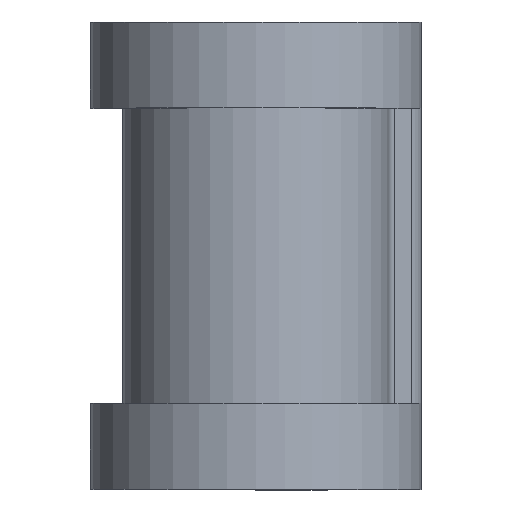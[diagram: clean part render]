
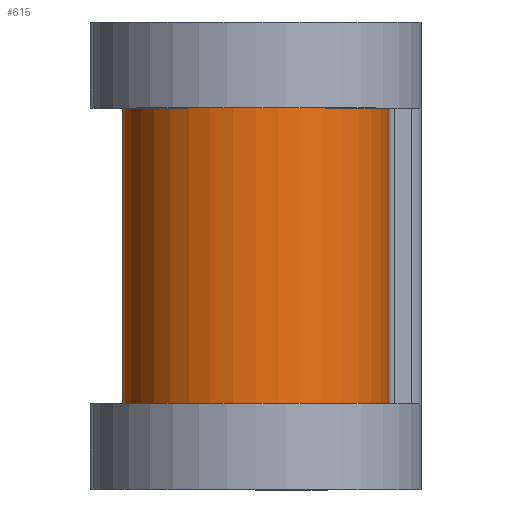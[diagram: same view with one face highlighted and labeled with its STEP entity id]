
A CAD part, top view. The second image highlights one B-rep face of the part: STEP entity #615.
In plain terms, the highlighted cylindrical face has radius 6.299 mm (diameter 12.598 mm), a partial arc.
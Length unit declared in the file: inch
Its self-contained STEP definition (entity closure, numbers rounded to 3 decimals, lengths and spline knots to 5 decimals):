
#10 = DIRECTION ( 'NONE',  ( 0., 0., -1. ) ) ;
#112 = AXIS2_PLACEMENT_3D ( 'NONE', #368, #1383, #10 ) ;
#126 = VERTEX_POINT ( 'NONE', #807 ) ;
#169 = VERTEX_POINT ( 'NONE', #1985 ) ;
#206 = DIRECTION ( 'NONE',  ( 0., -1., 0. ) ) ;
#368 = CARTESIAN_POINT ( 'NONE',  ( 0., 0.375, 0.312 ) ) ;
#388 = VERTEX_POINT ( 'NONE', #678 ) ;
#391 = DIRECTION ( 'NONE',  ( 0., -1., 0. ) ) ;
#522 = CARTESIAN_POINT ( 'NONE',  ( -0.248, 0.375, 0.312 ) ) ;
#532 = CARTESIAN_POINT ( 'NONE',  ( 0.248, 0.375, 0.312 ) ) ;
#615 = ADVANCED_FACE ( 'NONE', ( #2129 ), #2088, .T. ) ;
#639 = VECTOR ( 'NONE', #206, 39.37008 ) ;
#678 = CARTESIAN_POINT ( 'NONE',  ( -0.248, 0.275, 0.312 ) ) ;
#696 = DIRECTION ( 'NONE',  ( 0., -1., 0. ) ) ;
#807 = CARTESIAN_POINT ( 'NONE',  ( 0.248, -0.275, 0.312 ) ) ;
#1016 = DIRECTION ( 'NONE',  ( 0., -1., 0. ) ) ;
#1048 = ORIENTED_EDGE ( 'NONE', *, *, #2030, .T. ) ;
#1074 = LINE ( 'NONE', #532, #639 ) ;
#1094 = AXIS2_PLACEMENT_3D ( 'NONE', #1670, #696, #1838 ) ;
#1099 = ORIENTED_EDGE ( 'NONE', *, *, #1994, .T. ) ;
#1303 = AXIS2_PLACEMENT_3D ( 'NONE', #1339, #391, #1511 ) ;
#1339 = CARTESIAN_POINT ( 'NONE',  ( 0., -0.275, 0.312 ) ) ;
#1383 = DIRECTION ( 'NONE',  ( 0., -1., 0. ) ) ;
#1438 = CIRCLE ( 'NONE', #1303, 0.248 ) ;
#1449 = VERTEX_POINT ( 'NONE', #1611 ) ;
#1498 = EDGE_LOOP ( 'NONE', ( #1656, #1048, #1099, #1783 ) ) ;
#1501 = CIRCLE ( 'NONE', #1094, 0.248 ) ;
#1511 = DIRECTION ( 'NONE',  ( 0., 0., -1. ) ) ;
#1556 = VECTOR ( 'NONE', #1016, 39.37008 ) ;
#1611 = CARTESIAN_POINT ( 'NONE',  ( -0.248, -0.275, 0.312 ) ) ;
#1656 = ORIENTED_EDGE ( 'NONE', *, *, #2026, .F. ) ;
#1670 = CARTESIAN_POINT ( 'NONE',  ( 0., 0.275, 0.312 ) ) ;
#1783 = ORIENTED_EDGE ( 'NONE', *, *, #2040, .F. ) ;
#1838 = DIRECTION ( 'NONE',  ( 0., 0., -1. ) ) ;
#1985 = CARTESIAN_POINT ( 'NONE',  ( 0.248, 0.275, 0.312 ) ) ;
#1992 = LINE ( 'NONE', #522, #1556 ) ;
#1994 = EDGE_CURVE ( 'NONE', #388, #1449, #1992, .T. ) ;
#2026 = EDGE_CURVE ( 'NONE', #169, #126, #1074, .T. ) ;
#2030 = EDGE_CURVE ( 'NONE', #169, #388, #1501, .T. ) ;
#2040 = EDGE_CURVE ( 'NONE', #126, #1449, #1438, .T. ) ;
#2088 = CYLINDRICAL_SURFACE ( 'NONE', #112, 0.248 ) ;
#2129 = FACE_OUTER_BOUND ( 'NONE', #1498, .T. ) ;
